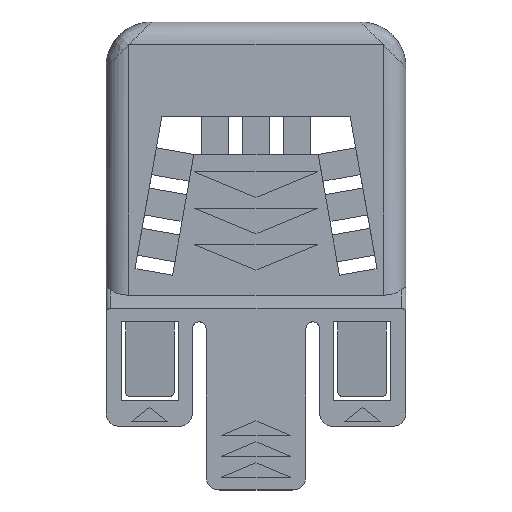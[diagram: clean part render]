
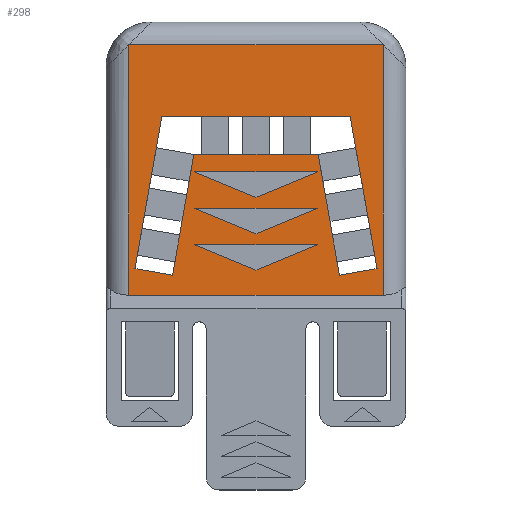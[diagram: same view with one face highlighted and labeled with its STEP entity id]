
A CAD part, left-side view. The second image highlights one B-rep face of the part: STEP entity #298.
In plain terms, the highlighted planar face has unit normal (-1, 0, 0).
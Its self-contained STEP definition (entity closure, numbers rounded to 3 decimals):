
#139=AXIS2_PLACEMENT_3D('Plane Axis2P3D',#136,#137,#138) ;
#73=CARTESIAN_POINT('Vertex',(3.,16.5,32.2)) ;
#76=CARTESIAN_POINT('Line Origine',(3.,13.125,33.6)) ;
#80=CARTESIAN_POINT('Vertex',(3.,9.75,35.)) ;
#104=CARTESIAN_POINT('Vertex',(3.,23.25,35.)) ;
#107=CARTESIAN_POINT('Line Origine',(3.,19.875,33.6)) ;
#124=CARTESIAN_POINT('Line Origine',(3.,16.5,35.)) ;
#136=CARTESIAN_POINT('Axis2P3D Location',(3.,16.5,21.443)) ;
#141=CARTESIAN_POINT('Line Origine',(3.,16.5,21.443)) ;
#145=CARTESIAN_POINT('Vertex',(3.,2.5,21.443)) ;
#147=CARTESIAN_POINT('Vertex',(3.,30.5,21.443)) ;
#150=CARTESIAN_POINT('Line Origine',(3.,2.5,35.222)) ;
#154=CARTESIAN_POINT('Vertex',(3.,2.5,49.)) ;
#157=CARTESIAN_POINT('Line Origine',(3.,16.5,49.)) ;
#161=CARTESIAN_POINT('Vertex',(3.,30.5,49.)) ;
#164=CARTESIAN_POINT('Line Origine',(3.,30.5,35.222)) ;
#180=CARTESIAN_POINT('Line Origine',(3.,16.5,41.13)) ;
#184=CARTESIAN_POINT('Vertex',(3.,26.862,41.13)) ;
#186=CARTESIAN_POINT('Vertex',(3.,6.138,41.13)) ;
#189=CARTESIAN_POINT('Line Origine',(3.,4.66,32.747)) ;
#193=CARTESIAN_POINT('Vertex',(3.,3.182,24.365)) ;
#196=CARTESIAN_POINT('Line Origine',(3.,5.25,24.)) ;
#200=CARTESIAN_POINT('Vertex',(3.,7.318,23.635)) ;
#203=CARTESIAN_POINT('Line Origine',(3.,8.49,30.283)) ;
#207=CARTESIAN_POINT('Vertex',(3.,9.662,36.93)) ;
#210=CARTESIAN_POINT('Line Origine',(3.,16.5,36.93)) ;
#214=CARTESIAN_POINT('Vertex',(3.,23.338,36.93)) ;
#217=CARTESIAN_POINT('Line Origine',(3.,24.51,30.283)) ;
#221=CARTESIAN_POINT('Vertex',(3.,25.682,23.635)) ;
#224=CARTESIAN_POINT('Line Origine',(3.,27.75,24.)) ;
#228=CARTESIAN_POINT('Vertex',(3.,29.818,24.365)) ;
#231=CARTESIAN_POINT('Line Origine',(3.,28.34,32.747)) ;
#246=CARTESIAN_POINT('Line Origine',(3.,13.125,29.6)) ;
#250=CARTESIAN_POINT('Vertex',(3.,16.5,28.2)) ;
#252=CARTESIAN_POINT('Vertex',(3.,9.75,31.)) ;
#255=CARTESIAN_POINT('Line Origine',(3.,19.875,29.6)) ;
#259=CARTESIAN_POINT('Vertex',(3.,23.25,31.)) ;
#262=CARTESIAN_POINT('Line Origine',(3.,16.5,31.)) ;
#272=CARTESIAN_POINT('Line Origine',(3.,13.125,25.6)) ;
#276=CARTESIAN_POINT('Vertex',(3.,16.5,24.2)) ;
#278=CARTESIAN_POINT('Vertex',(3.,9.75,27.)) ;
#281=CARTESIAN_POINT('Line Origine',(3.,19.875,25.6)) ;
#285=CARTESIAN_POINT('Vertex',(3.,23.25,27.)) ;
#288=CARTESIAN_POINT('Line Origine',(3.,16.5,27.)) ;
#77=DIRECTION('Vector Direction',(0.,0.924,-0.383)) ;
#108=DIRECTION('Vector Direction',(0.,0.924,0.383)) ;
#125=DIRECTION('Vector Direction',(0.,-1.,0.)) ;
#137=DIRECTION('Axis2P3D Direction',(-1.,0.,0.)) ;
#138=DIRECTION('Axis2P3D XDirection',(0.,0.,1.)) ;
#142=DIRECTION('Vector Direction',(0.,1.,0.)) ;
#151=DIRECTION('Vector Direction',(0.,0.,1.)) ;
#158=DIRECTION('Vector Direction',(0.,1.,0.)) ;
#165=DIRECTION('Vector Direction',(0.,0.,1.)) ;
#181=DIRECTION('Vector Direction',(0.,-1.,0.)) ;
#190=DIRECTION('Vector Direction',(0.,-0.174,-0.985)) ;
#197=DIRECTION('Vector Direction',(0.,0.985,-0.174)) ;
#204=DIRECTION('Vector Direction',(0.,0.174,0.985)) ;
#211=DIRECTION('Vector Direction',(0.,1.,0.)) ;
#218=DIRECTION('Vector Direction',(0.,-0.174,0.985)) ;
#225=DIRECTION('Vector Direction',(0.,-0.985,-0.174)) ;
#232=DIRECTION('Vector Direction',(0.,0.174,-0.985)) ;
#247=DIRECTION('Vector Direction',(0.,0.924,-0.383)) ;
#256=DIRECTION('Vector Direction',(0.,0.924,0.383)) ;
#263=DIRECTION('Vector Direction',(0.,-1.,0.)) ;
#273=DIRECTION('Vector Direction',(0.,0.924,-0.383)) ;
#282=DIRECTION('Vector Direction',(0.,0.924,0.383)) ;
#289=DIRECTION('Vector Direction',(0.,-1.,0.)) ;
#78=VECTOR('Line Direction',#77,1.) ;
#109=VECTOR('Line Direction',#108,1.) ;
#126=VECTOR('Line Direction',#125,1.) ;
#143=VECTOR('Line Direction',#142,1.) ;
#152=VECTOR('Line Direction',#151,1.) ;
#159=VECTOR('Line Direction',#158,1.) ;
#166=VECTOR('Line Direction',#165,1.) ;
#182=VECTOR('Line Direction',#181,1.) ;
#191=VECTOR('Line Direction',#190,1.) ;
#198=VECTOR('Line Direction',#197,1.) ;
#205=VECTOR('Line Direction',#204,1.) ;
#212=VECTOR('Line Direction',#211,1.) ;
#219=VECTOR('Line Direction',#218,1.) ;
#226=VECTOR('Line Direction',#225,1.) ;
#233=VECTOR('Line Direction',#232,1.) ;
#248=VECTOR('Line Direction',#247,1.) ;
#257=VECTOR('Line Direction',#256,1.) ;
#264=VECTOR('Line Direction',#263,1.) ;
#274=VECTOR('Line Direction',#273,1.) ;
#283=VECTOR('Line Direction',#282,1.) ;
#290=VECTOR('Line Direction',#289,1.) ;
#170=ORIENTED_EDGE('',*,*,#149,.F.) ;
#171=ORIENTED_EDGE('',*,*,#156,.T.) ;
#172=ORIENTED_EDGE('',*,*,#163,.T.) ;
#173=ORIENTED_EDGE('',*,*,#168,.T.) ;
#176=ORIENTED_EDGE('',*,*,#82,.F.) ;
#177=ORIENTED_EDGE('',*,*,#111,.F.) ;
#178=ORIENTED_EDGE('',*,*,#128,.F.) ;
#237=ORIENTED_EDGE('',*,*,#188,.T.) ;
#238=ORIENTED_EDGE('',*,*,#195,.T.) ;
#239=ORIENTED_EDGE('',*,*,#202,.T.) ;
#240=ORIENTED_EDGE('',*,*,#209,.T.) ;
#241=ORIENTED_EDGE('',*,*,#216,.T.) ;
#242=ORIENTED_EDGE('',*,*,#223,.F.) ;
#243=ORIENTED_EDGE('',*,*,#230,.F.) ;
#244=ORIENTED_EDGE('',*,*,#235,.F.) ;
#268=ORIENTED_EDGE('',*,*,#254,.F.) ;
#269=ORIENTED_EDGE('',*,*,#261,.F.) ;
#270=ORIENTED_EDGE('',*,*,#266,.F.) ;
#294=ORIENTED_EDGE('',*,*,#280,.F.) ;
#295=ORIENTED_EDGE('',*,*,#287,.F.) ;
#296=ORIENTED_EDGE('',*,*,#292,.F.) ;
#179=FACE_BOUND('',#175,.T.) ;
#245=FACE_BOUND('',#236,.T.) ;
#271=FACE_BOUND('',#267,.T.) ;
#297=FACE_BOUND('',#293,.T.) ;
#298=ADVANCED_FACE('RSV_1.6_ZE_12',(#174,#179,#245,#271,#297),#140,.T.) ;
#82=EDGE_CURVE('',#74,#81,#79,.F.) ;
#111=EDGE_CURVE('',#105,#74,#110,.F.) ;
#128=EDGE_CURVE('',#81,#105,#127,.F.) ;
#149=EDGE_CURVE('',#146,#148,#144,.T.) ;
#156=EDGE_CURVE('',#146,#155,#153,.T.) ;
#163=EDGE_CURVE('',#155,#162,#160,.T.) ;
#168=EDGE_CURVE('',#162,#148,#167,.F.) ;
#188=EDGE_CURVE('',#185,#187,#183,.T.) ;
#195=EDGE_CURVE('',#187,#194,#192,.T.) ;
#202=EDGE_CURVE('',#194,#201,#199,.T.) ;
#209=EDGE_CURVE('',#201,#208,#206,.T.) ;
#216=EDGE_CURVE('',#208,#215,#213,.T.) ;
#223=EDGE_CURVE('',#222,#215,#220,.T.) ;
#230=EDGE_CURVE('',#229,#222,#227,.T.) ;
#235=EDGE_CURVE('',#185,#229,#234,.T.) ;
#254=EDGE_CURVE('',#251,#253,#249,.F.) ;
#261=EDGE_CURVE('',#260,#251,#258,.F.) ;
#266=EDGE_CURVE('',#253,#260,#265,.F.) ;
#280=EDGE_CURVE('',#277,#279,#275,.F.) ;
#287=EDGE_CURVE('',#286,#277,#284,.F.) ;
#292=EDGE_CURVE('',#279,#286,#291,.F.) ;
#169=EDGE_LOOP('',(#170,#171,#172,#173)) ;
#175=EDGE_LOOP('',(#176,#177,#178)) ;
#236=EDGE_LOOP('',(#237,#238,#239,#240,#241,#242,#243,#244)) ;
#267=EDGE_LOOP('',(#268,#269,#270)) ;
#293=EDGE_LOOP('',(#294,#295,#296)) ;
#174=FACE_OUTER_BOUND('',#169,.T.) ;
#79=LINE('Line',#76,#78) ;
#110=LINE('Line',#107,#109) ;
#127=LINE('Line',#124,#126) ;
#144=LINE('Line',#141,#143) ;
#153=LINE('Line',#150,#152) ;
#160=LINE('Line',#157,#159) ;
#167=LINE('Line',#164,#166) ;
#183=LINE('Line',#180,#182) ;
#192=LINE('Line',#189,#191) ;
#199=LINE('Line',#196,#198) ;
#206=LINE('Line',#203,#205) ;
#213=LINE('Line',#210,#212) ;
#220=LINE('Line',#217,#219) ;
#227=LINE('Line',#224,#226) ;
#234=LINE('Line',#231,#233) ;
#249=LINE('Line',#246,#248) ;
#258=LINE('Line',#255,#257) ;
#265=LINE('Line',#262,#264) ;
#275=LINE('Line',#272,#274) ;
#284=LINE('Line',#281,#283) ;
#291=LINE('Line',#288,#290) ;
#140=PLANE('',#139) ;
#74=VERTEX_POINT('',#73) ;
#81=VERTEX_POINT('',#80) ;
#105=VERTEX_POINT('',#104) ;
#146=VERTEX_POINT('',#145) ;
#148=VERTEX_POINT('',#147) ;
#155=VERTEX_POINT('',#154) ;
#162=VERTEX_POINT('',#161) ;
#185=VERTEX_POINT('',#184) ;
#187=VERTEX_POINT('',#186) ;
#194=VERTEX_POINT('',#193) ;
#201=VERTEX_POINT('',#200) ;
#208=VERTEX_POINT('',#207) ;
#215=VERTEX_POINT('',#214) ;
#222=VERTEX_POINT('',#221) ;
#229=VERTEX_POINT('',#228) ;
#251=VERTEX_POINT('',#250) ;
#253=VERTEX_POINT('',#252) ;
#260=VERTEX_POINT('',#259) ;
#277=VERTEX_POINT('',#276) ;
#279=VERTEX_POINT('',#278) ;
#286=VERTEX_POINT('',#285) ;
